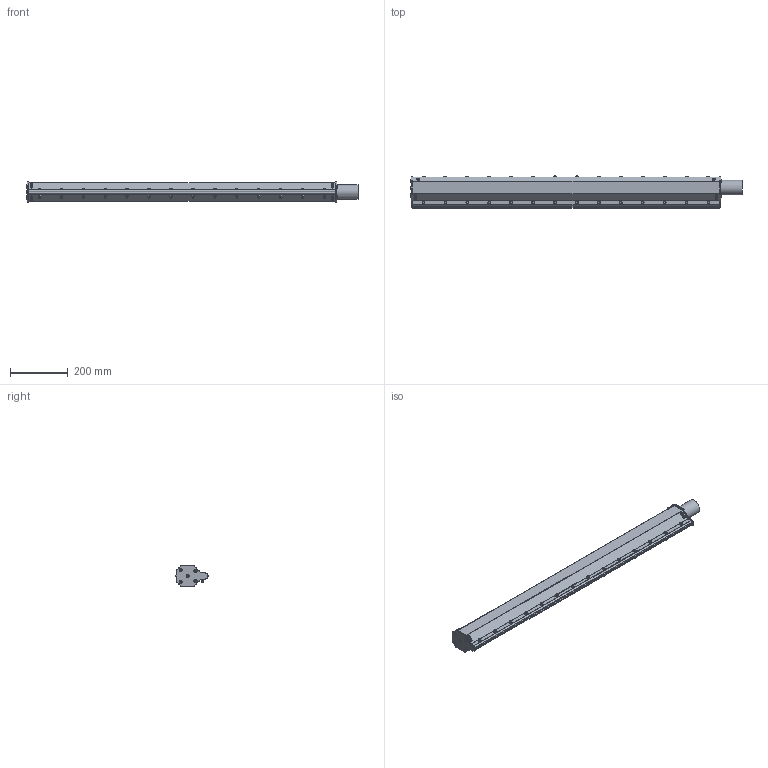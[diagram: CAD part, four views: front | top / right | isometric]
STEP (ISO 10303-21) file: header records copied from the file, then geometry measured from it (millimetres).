
FILE_DESCRIPTION(/* description */ (''),/* implementation_level */ '2;1');
FILE_NAME(/* name */ 'KA2030942 AIR KNIFE, .125 X 42 DUMMY.stp',/* time_stamp */ '2018-02-20T15:20:26-05:00',/* author */ ('James'),/* organization */ (''),/* preprocessor_version */ 'ST-DEVELOPER v16.5',/* originating_system */ 'Autodesk Inventor 2017',/* authorisation */ '');
FILE_SCHEMA (('AUTOMOTIVE_DESIGN { 1 0 10303 214 3 1 1 }'));
Products named in the file (1): KA2030942 AIR KNIFE, .125 X 42 DUMMY
Bounding box: 1154.32 x 112.07 x 71.12 mm (x, y, z)
Volume: 5217305.5 mm3; surface area: 355216.3 mm2
Topology: 1 solids, 2 shells, 856 faces, 1859 edges, 1198 vertices
Faces by surface type: plane 342, cylinder 227, cone 210, sphere 35, bspline 28, torus 14
Full cylindrical faces by diameter (mm): 7.6 x8, 8.5 x14, 9 x8, 9.5 x12, 10 x28, 10.135 x14, 10.5 x15, 11 x27, 50.8 x1
Entity records: 62033 total; most frequent: CARTESIAN_POINT 44793, DIRECTION 3542, ORIENTED_EDGE 3198, EDGE_CURVE 1599, AXIS2_PLACEMENT_3D 1562, EDGE_LOOP 1230, VERTEX_POINT 1121, FACE_OUTER_BOUND 856
